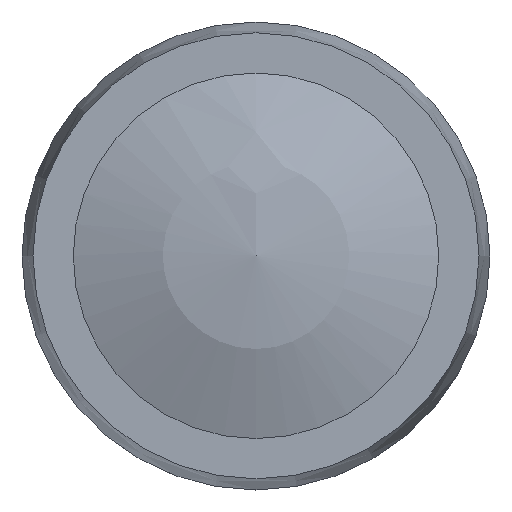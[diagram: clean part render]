
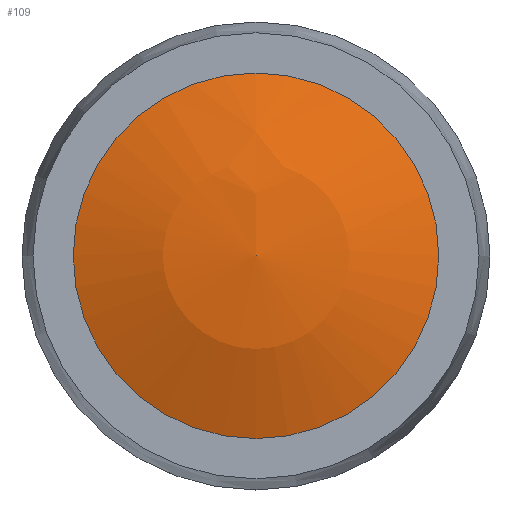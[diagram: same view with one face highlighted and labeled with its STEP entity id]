
A CAD part, top view. The second image highlights one B-rep face of the part: STEP entity #109.
In plain terms, the highlighted spherical face has radius 32.5 mm.
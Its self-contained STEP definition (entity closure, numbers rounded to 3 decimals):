
#109 = ADVANCED_FACE( '', ( #269 ), #270, .T. );
#269 = FACE_OUTER_BOUND( '', #501, .T. );
#270 = SPHERICAL_SURFACE( '', #502, 32.5 );
#501 = EDGE_LOOP( '', ( #776 ) );
#502 = AXIS2_PLACEMENT_3D( '', #777, #778, #779 );
#776 = ORIENTED_EDGE( '', *, *, #1321, .T. );
#777 = CARTESIAN_POINT( '', ( 0., 0., -4.5 ) );
#778 = DIRECTION( '', ( 0., 0., 1. ) );
#779 = DIRECTION( '', ( 0., 1., 0. ) );
#1321 = EDGE_CURVE( '', #1585, #1585, #1586, .T. );
#1585 = VERTEX_POINT( '', #1981 );
#1586 = CIRCLE( '', #1982, 12.5 );
#1981 = CARTESIAN_POINT( '', ( 12.5, 0., 25.5 ) );
#1982 = AXIS2_PLACEMENT_3D( '', #2452, #2453, #2454 );
#2452 = CARTESIAN_POINT( '', ( 0., 0., 25.5 ) );
#2453 = DIRECTION( '', ( 0., 0., 1. ) );
#2454 = DIRECTION( '', ( 1., 0., 0. ) );
